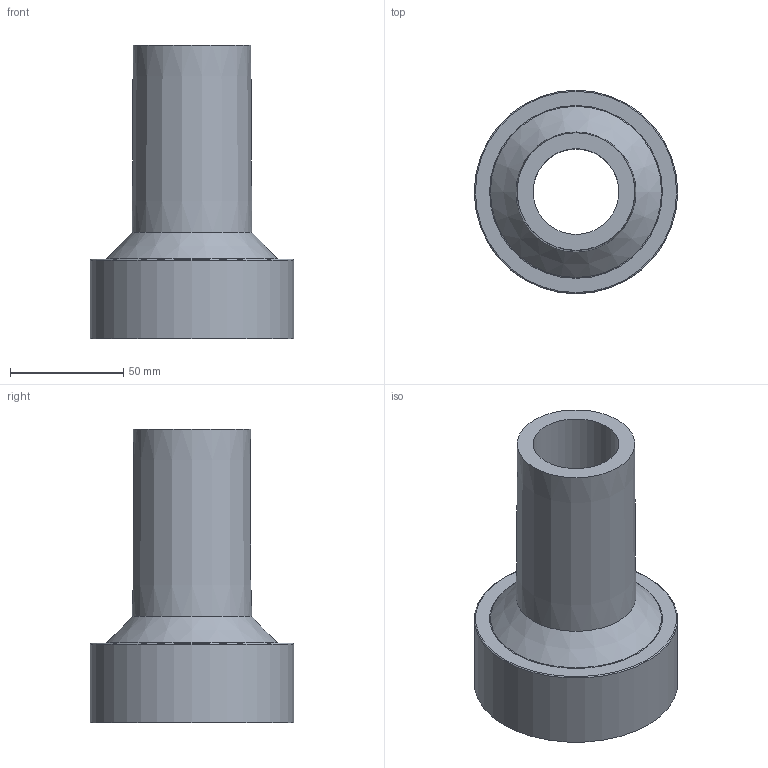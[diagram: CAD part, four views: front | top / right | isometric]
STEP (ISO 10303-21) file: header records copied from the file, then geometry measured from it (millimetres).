
FILE_DESCRIPTION(('FreeCAD Model'),'2;1');
FILE_NAME('Open CASCADE Shape Model','2025-02-27T20:44:30',(''),(''), 'Open CASCADE STEP processor 7.8','FreeCAD','Unknown');
FILE_SCHEMA(('AUTOMOTIVE_DESIGN { 1 0 10303 214 1 1 1 1 }'));
Length unit declared in the file: millimetre
Products named in the file (1): MoldSpindleFront
Bounding box: 90 x 90 x 129.8 mm (x, y, z)
Volume: 295662 mm3; surface area: 50392.4 mm2
Topology: 1 solids, 1 shells, 9 faces, 15 edges, 9 vertices
Faces by surface type: plane 3, cone 2, torus 2, cylinder 2
Full cylindrical faces by diameter (mm): 37.904 x1, 90 x1
Entity records: 439 total; most frequent: DIRECTION 76, CARTESIAN_POINT 64, ORIENTED_EDGE 30, PCURVE 30, DEFINITIONAL_REPRESENTATION 30, LINE 28, VECTOR 28, AXIS2_PLACEMENT_3D 21
